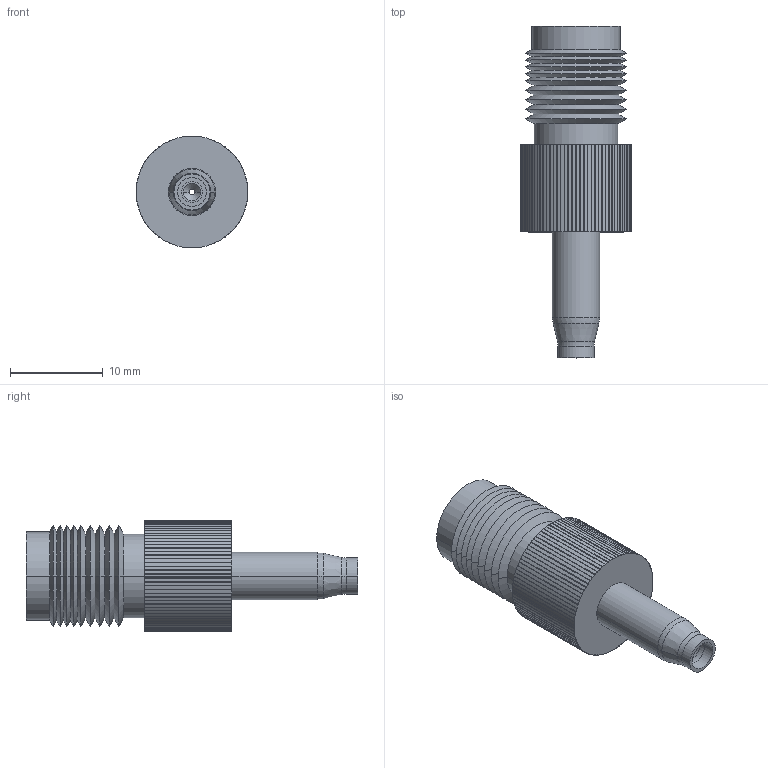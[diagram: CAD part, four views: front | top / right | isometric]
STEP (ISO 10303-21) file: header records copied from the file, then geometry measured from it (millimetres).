
FILE_DESCRIPTION (( 'STEP AP214' ), '1' );
FILE_NAME ('BAC514.STEP', '2006-08-25T19:52:20', ( 'L-COM' ), ( 'L-COM' ), 'SwSTEP 2.0', 'SolidWorks 2006052', '' );
FILE_SCHEMA (( 'AUTOMOTIVE_DESIGN' ));
Length unit declared in the file: inch
Products named in the file (4): BAC514; BAC514-MA1; BAC514-MA2
Assembly tree (3 placements, depth 2):
  BAC514
    BAC514-MA2
    BAC514
    BAC514-MA1
Bounding box: 12.04 x 35.79 x 12.04 mm (x, y, z)
Volume: 1778.9 mm3; surface area: 2398.3 mm2
Topology: 3 solids, 3 shells, 350 faces, 953 edges, 612 vertices
Faces by surface type: cylinder 257, cone 52, plane 29, torus 8, sphere 4
Entity records: 11526 total; most frequent: DIRECTION 2233, CARTESIAN_POINT 2005, ORIENTED_EDGE 1890, AXIS2_PLACEMENT_3D 956, EDGE_CURVE 945, VERTEX_POINT 608, CIRCLE 600, EDGE_LOOP 363
